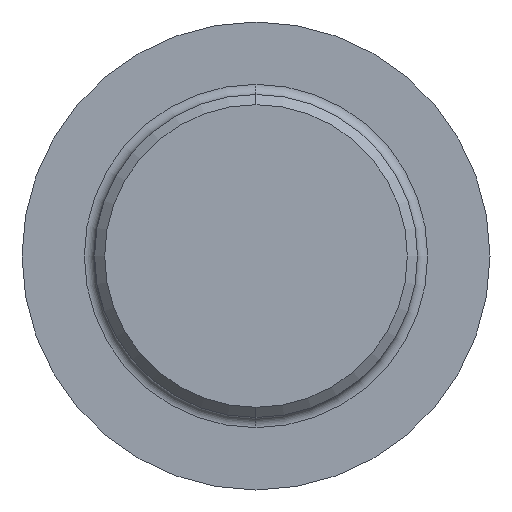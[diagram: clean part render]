
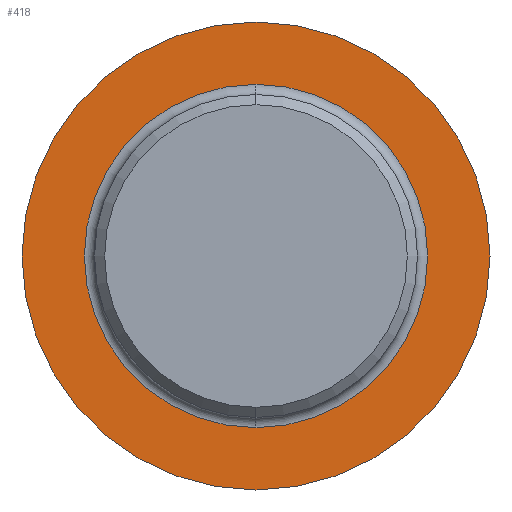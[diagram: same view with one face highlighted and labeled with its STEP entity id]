
A CAD part, left-side view. The second image highlights one B-rep face of the part: STEP entity #418.
In plain terms, the highlighted planar face has unit normal (-1, 0, 0).
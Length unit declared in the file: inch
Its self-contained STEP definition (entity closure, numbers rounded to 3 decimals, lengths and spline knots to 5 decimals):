
#9 = CARTESIAN_POINT ( 'NONE',  ( 2.74094, 0., 0.45276 ) ) ;
#110 = FACE_OUTER_BOUND ( 'NONE', #288, .T. ) ;
#126 = FACE_BOUND ( 'NONE', #274, .T. ) ;
#274 = EDGE_LOOP ( 'NONE', ( #533, #928 ) ) ;
#286 = CARTESIAN_POINT ( 'NONE',  ( 2.74094, 0., 0. ) ) ;
#287 = DIRECTION ( 'NONE',  ( -1., 0., 0. ) ) ;
#288 = EDGE_LOOP ( 'NONE', ( #521, #518 ) ) ;
#292 = DIRECTION ( 'NONE',  ( 0., 0., 1. ) ) ;
#418 = ADVANCED_FACE ( 'NONE', ( #126, #110 ), #590, .T. ) ;
#492 = DIRECTION ( 'NONE',  ( -1., 0., 0. ) ) ;
#518 = ORIENTED_EDGE ( 'NONE', *, *, #929, .T. ) ;
#521 = ORIENTED_EDGE ( 'NONE', *, *, #1050, .T. ) ;
#533 = ORIENTED_EDGE ( 'NONE', *, *, #1260, .T. ) ;
#550 = VERTEX_POINT ( 'NONE', #962 ) ;
#582 = CARTESIAN_POINT ( 'NONE',  ( 2.74094, 0.3125, 0. ) ) ;
#590 = PLANE ( 'NONE',  #1051 ) ;
#599 = DIRECTION ( 'NONE',  ( 0., 0., 1. ) ) ;
#665 = VERTEX_POINT ( 'NONE', #1044 ) ;
#682 = AXIS2_PLACEMENT_3D ( 'NONE', #1061, #1058, #1057 ) ;
#703 = AXIS2_PLACEMENT_3D ( 'NONE', #1322, #1323, #1324 ) ;
#756 = VERTEX_POINT ( 'NONE', #9 ) ;
#802 = CIRCLE ( 'NONE', #682, 0.33219 ) ;
#814 = AXIS2_PLACEMENT_3D ( 'NONE', #1347, #1312, #1366 ) ;
#847 = CARTESIAN_POINT ( 'NONE',  ( 2.74094, 0., 0.33219 ) ) ;
#860 = AXIS2_PLACEMENT_3D ( 'NONE', #286, #287, #292 ) ;
#889 = CIRCLE ( 'NONE', #703, 0.33219 ) ;
#928 = ORIENTED_EDGE ( 'NONE', *, *, #1363, .T. ) ;
#929 = EDGE_CURVE ( 'NONE', #550, #756, #1328, .T. ) ;
#962 = CARTESIAN_POINT ( 'NONE',  ( 2.74094, 0., -0.45276 ) ) ;
#1044 = CARTESIAN_POINT ( 'NONE',  ( 2.74094, 0., -0.33219 ) ) ;
#1050 = EDGE_CURVE ( 'NONE', #756, #550, #1173, .T. ) ;
#1051 = AXIS2_PLACEMENT_3D ( 'NONE', #582, #492, #599 ) ;
#1057 = DIRECTION ( 'NONE',  ( 0., 0., 1. ) ) ;
#1058 = DIRECTION ( 'NONE',  ( 1., 0., 0. ) ) ;
#1061 = CARTESIAN_POINT ( 'NONE',  ( 2.74094, 0., 0. ) ) ;
#1173 = CIRCLE ( 'NONE', #814, 0.45276 ) ;
#1260 = EDGE_CURVE ( 'NONE', #1297, #665, #889, .T. ) ;
#1297 = VERTEX_POINT ( 'NONE', #847 ) ;
#1312 = DIRECTION ( 'NONE',  ( -1., 0., 0. ) ) ;
#1322 = CARTESIAN_POINT ( 'NONE',  ( 2.74094, 0., 0. ) ) ;
#1323 = DIRECTION ( 'NONE',  ( 1., 0., 0. ) ) ;
#1324 = DIRECTION ( 'NONE',  ( 0., 0., 1. ) ) ;
#1328 = CIRCLE ( 'NONE', #860, 0.45276 ) ;
#1347 = CARTESIAN_POINT ( 'NONE',  ( 2.74094, 0., 0. ) ) ;
#1363 = EDGE_CURVE ( 'NONE', #665, #1297, #802, .T. ) ;
#1366 = DIRECTION ( 'NONE',  ( 0., 0., 1. ) ) ;
